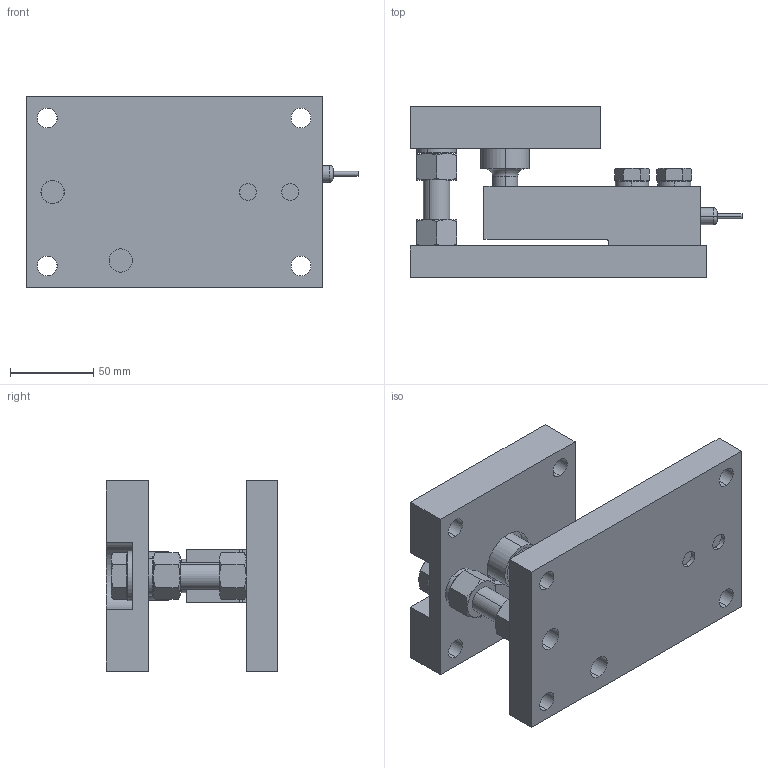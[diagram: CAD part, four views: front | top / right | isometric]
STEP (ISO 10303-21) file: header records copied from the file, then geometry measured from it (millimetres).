
FILE_DESCRIPTION (( 'STEP AP203' ), '1' );
FILE_NAME ('FWC-0.5-2t.STEP', '2020-08-31T05:16:33', ( '' ), ( '' ), 'SwSTEP 2.0', 'SolidWorks 2016', '' );
FILE_SCHEMA (( 'CONFIG_CONTROL_DESIGN' ));
Length unit declared in the file: millimetre
Products named in the file (11): FWC-0.5-2t-錨璃1; plain washer clevis pin grade a_iso_ISO 8738 - 12; FWC-0.5-2t; FWC-0.5-2t-錨璃4; FWC-0.5-2t-錨璃2; hex bolt gradec_iso_ISO 4016 - M12 x 55 x 30-WN; plain washer normal grade a_iso_Washer ISO 7089 - 16; FWC-0.5-2t-錨璃3; hex bolt gradeab_iso_ISO 4014 - M16 x 80 x 38-N; 換覜んSBC-0.5-2t; hex nut gradec_iso_ISO - 4034 - M16 - N
Assembly tree (13 placements, depth 2):
  FWC-0.5-2t
    FWC-0.5-2t-錨璃1
    FWC-0.5-2t-錨璃2
    換覜んSBC-0.5-2t
    FWC-0.5-2t-錨璃3
    FWC-0.5-2t-錨璃4
    hex bolt gradec_iso_ISO 4016 - M12 x 55 x 30-WN  x2
    hex bolt gradeab_iso_ISO 4014 - M16 x 80 x 38-N
    hex nut gradec_iso_ISO - 4034 - M16 - N  x2
    plain washer normal grade a_iso_Washer ISO 7089 - 16
    plain washer clevis pin grade a_iso_ISO 8738 - 12  x2
Bounding box: 199.45 x 103 x 114.3 mm (x, y, z)
Volume: 854260.6 mm3; surface area: 145624.7 mm2
Topology: 13 solids, 13 shells, 249 faces, 550 edges, 335 vertices
Faces by surface type: plane 99, cylinder 82, cone 60, torus 6, sphere 2
Entity records: 6777 total; most frequent: CARTESIAN_POINT 1175, DIRECTION 980, ORIENTED_EDGE 844, EDGE_CURVE 422, AXIS2_PLACEMENT_3D 402, VERTEX_POINT 261, EDGE_LOOP 233, CIRCLE 198
